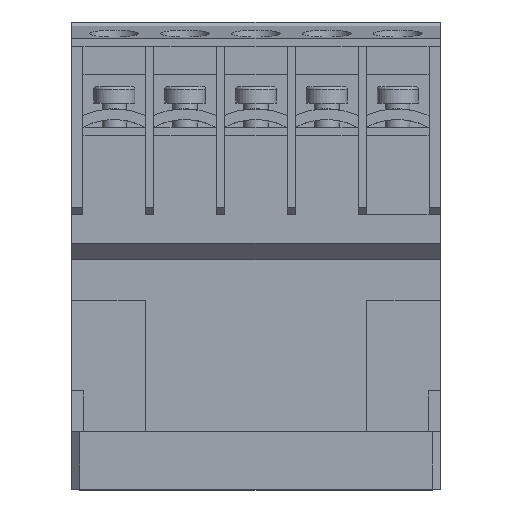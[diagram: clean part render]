
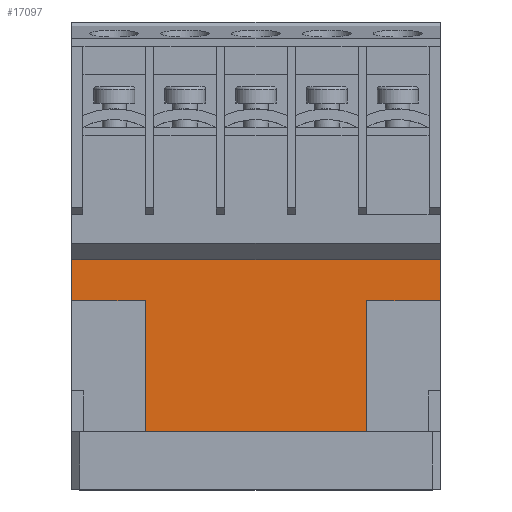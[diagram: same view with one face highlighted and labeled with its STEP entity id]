
A CAD part, top view. The second image highlights one B-rep face of the part: STEP entity #17097.
In plain terms, the highlighted planar face has unit normal (0, 0, 1).
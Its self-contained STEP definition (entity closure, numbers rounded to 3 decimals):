
#815 = EDGE_CURVE ( 'NONE', #9462, #3332, #4344, .T. ) ;
#943 = VECTOR ( 'NONE', #10929, 1000. ) ;
#1054 = CARTESIAN_POINT ( 'NONE',  ( 45., 7., 21.5 ) ) ;
#1351 = ORIENTED_EDGE ( 'NONE', *, *, #1521, .T. ) ;
#1521 = EDGE_CURVE ( 'NONE', #6746, #18549, #15764, .T. ) ;
#1637 = VECTOR ( 'NONE', #6358, 1000. ) ;
#2066 = ORIENTED_EDGE ( 'NONE', *, *, #7084, .T. ) ;
#2650 = CARTESIAN_POINT ( 'NONE',  ( 9., 12., 21.5 ) ) ;
#2967 = CARTESIAN_POINT ( 'NONE',  ( 0., 23., 21.5 ) ) ;
#3332 = VERTEX_POINT ( 'NONE', #19232 ) ;
#3390 = VECTOR ( 'NONE', #13114, 1000. ) ;
#3484 = AXIS2_PLACEMENT_3D ( 'NONE', #1054, #4552, #16756 ) ;
#3548 = EDGE_CURVE ( 'NONE', #5040, #18549, #14302, .T. ) ;
#4313 = LINE ( 'NONE', #15619, #17123 ) ;
#4344 = LINE ( 'NONE', #12917, #17718 ) ;
#4552 = DIRECTION ( 'NONE',  ( 0., 0., 1. ) ) ;
#4715 = DIRECTION ( 'NONE',  ( 1., 0., 0. ) ) ;
#5040 = VERTEX_POINT ( 'NONE', #2967 ) ;
#5324 = CARTESIAN_POINT ( 'NONE',  ( 45., 28., 21.5 ) ) ;
#5989 = CARTESIAN_POINT ( 'NONE',  ( 45., 23., 21.5 ) ) ;
#6033 = VECTOR ( 'NONE', #13286, 1000. ) ;
#6358 = DIRECTION ( 'NONE',  ( 1., 0., 0. ) ) ;
#6746 = VERTEX_POINT ( 'NONE', #16111 ) ;
#7084 = EDGE_CURVE ( 'NONE', #5040, #13020, #19657, .T. ) ;
#7335 = ORIENTED_EDGE ( 'NONE', *, *, #18343, .T. ) ;
#8232 = CARTESIAN_POINT ( 'NONE',  ( 36., 23., 21.5 ) ) ;
#9462 = VERTEX_POINT ( 'NONE', #16407 ) ;
#10283 = VECTOR ( 'NONE', #4715, 1000. ) ;
#10590 = DIRECTION ( 'NONE',  ( -1., 0., 0. ) ) ;
#10850 = LINE ( 'NONE', #8232, #10283 ) ;
#10929 = DIRECTION ( 'NONE',  ( 0., 1., 0. ) ) ;
#11090 = CARTESIAN_POINT ( 'NONE',  ( 36., 23., 21.5 ) ) ;
#12917 = CARTESIAN_POINT ( 'NONE',  ( 45., 7., 21.5 ) ) ;
#13020 = VERTEX_POINT ( 'NONE', #19035 ) ;
#13114 = DIRECTION ( 'NONE',  ( 0., -1., 0. ) ) ;
#13286 = DIRECTION ( 'NONE',  ( 0., 1., 0. ) ) ;
#13719 = VERTEX_POINT ( 'NONE', #11090 ) ;
#13943 = CARTESIAN_POINT ( 'NONE',  ( 0., 28., 21.5 ) ) ;
#14302 = LINE ( 'NONE', #21319, #943 ) ;
#14840 = EDGE_CURVE ( 'NONE', #9462, #13719, #4313, .T. ) ;
#15004 = PLANE ( 'NONE',  #3484 ) ;
#15116 = ORIENTED_EDGE ( 'NONE', *, *, #3548, .F. ) ;
#15619 = CARTESIAN_POINT ( 'NONE',  ( 36., 12., 21.5 ) ) ;
#15764 = LINE ( 'NONE', #5324, #20371 ) ;
#16111 = CARTESIAN_POINT ( 'NONE',  ( 45., 28., 21.5 ) ) ;
#16224 = ORIENTED_EDGE ( 'NONE', *, *, #14840, .T. ) ;
#16407 = CARTESIAN_POINT ( 'NONE',  ( 36., 7., 21.5 ) ) ;
#16437 = EDGE_CURVE ( 'NONE', #13020, #3332, #16780, .T. ) ;
#16756 = DIRECTION ( 'NONE',  ( 1., 0., 0. ) ) ;
#16780 = LINE ( 'NONE', #2650, #3390 ) ;
#17097 = ADVANCED_FACE ( 'NONE', ( #19309 ), #15004, .T. ) ;
#17123 = VECTOR ( 'NONE', #19116, 1000. ) ;
#17682 = VERTEX_POINT ( 'NONE', #5989 ) ;
#17718 = VECTOR ( 'NONE', #18188, 1000. ) ;
#18055 = ORIENTED_EDGE ( 'NONE', *, *, #21810, .T. ) ;
#18166 = EDGE_LOOP ( 'NONE', ( #15116, #2066, #19060, #21544, #16224, #7335, #18055, #1351 ) ) ;
#18188 = DIRECTION ( 'NONE',  ( -1., 0., 0. ) ) ;
#18343 = EDGE_CURVE ( 'NONE', #13719, #17682, #10850, .T. ) ;
#18544 = CARTESIAN_POINT ( 'NONE',  ( 9., 23., 21.5 ) ) ;
#18549 = VERTEX_POINT ( 'NONE', #13943 ) ;
#19035 = CARTESIAN_POINT ( 'NONE',  ( 9., 23., 21.5 ) ) ;
#19060 = ORIENTED_EDGE ( 'NONE', *, *, #16437, .T. ) ;
#19116 = DIRECTION ( 'NONE',  ( 0., 1., 0. ) ) ;
#19232 = CARTESIAN_POINT ( 'NONE',  ( 9., 7., 21.5 ) ) ;
#19309 = FACE_OUTER_BOUND ( 'NONE', #18166, .T. ) ;
#19657 = LINE ( 'NONE', #18544, #1637 ) ;
#19934 = LINE ( 'NONE', #21934, #6033 ) ;
#20371 = VECTOR ( 'NONE', #10590, 1000. ) ;
#21319 = CARTESIAN_POINT ( 'NONE',  ( 0., 7., 21.5 ) ) ;
#21544 = ORIENTED_EDGE ( 'NONE', *, *, #815, .F. ) ;
#21810 = EDGE_CURVE ( 'NONE', #17682, #6746, #19934, .T. ) ;
#21934 = CARTESIAN_POINT ( 'NONE',  ( 45., 7., 21.5 ) ) ;
